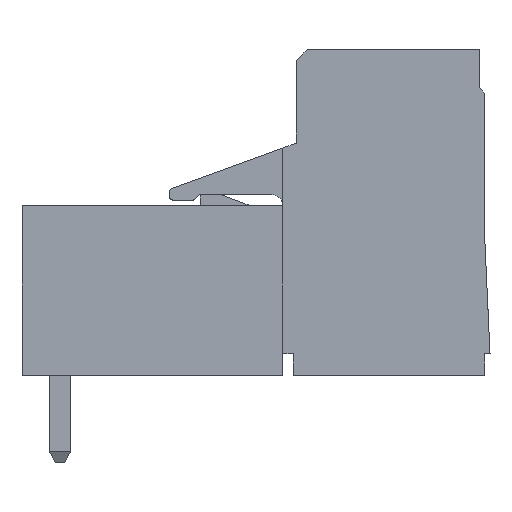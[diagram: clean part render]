
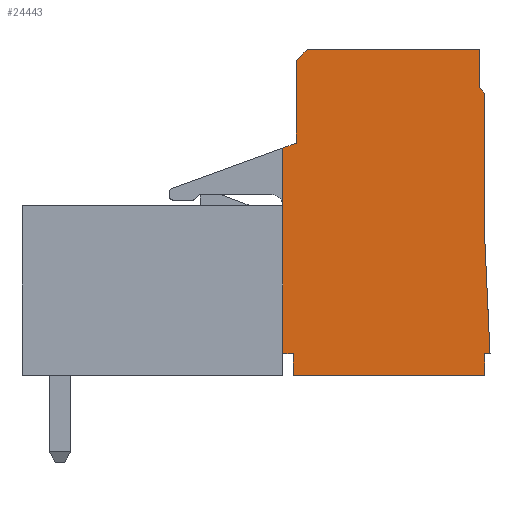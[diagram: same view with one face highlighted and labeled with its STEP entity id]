
A CAD part, left-side view. The second image highlights one B-rep face of the part: STEP entity #24443.
In plain terms, the highlighted planar face has unit normal (-1, 0, 0).
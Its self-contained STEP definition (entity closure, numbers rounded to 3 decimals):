
#116 = CARTESIAN_POINT ( 'NONE',  ( 0., 17.85, 6.5 ) ) ;
#200 = ORIENTED_EDGE ( 'NONE', *, *, #27637, .T. ) ;
#636 = CARTESIAN_POINT ( 'NONE',  ( 0., 9.55, 1.778 ) ) ;
#707 = ORIENTED_EDGE ( 'NONE', *, *, #26851, .F. ) ;
#823 = ORIENTED_EDGE ( 'NONE', *, *, #19046, .F. ) ;
#1182 = CARTESIAN_POINT ( 'NONE',  ( 0., 9.05, 0. ) ) ;
#1236 = CARTESIAN_POINT ( 'NONE',  ( 0., 9.55, 6.5 ) ) ;
#1314 = CARTESIAN_POINT ( 'NONE',  ( 0., 9.55, 10.47 ) ) ;
#1538 = LINE ( 'NONE', #23969, #27140 ) ;
#1732 = VECTOR ( 'NONE', #15182, 1000. ) ;
#2123 = CARTESIAN_POINT ( 'NONE',  ( 0., 18.1, 1.778 ) ) ;
#2300 = LINE ( 'NONE', #4484, #25204 ) ;
#2391 = CARTESIAN_POINT ( 'NONE',  ( 0., 18.1, 6.25 ) ) ;
#2485 = EDGE_CURVE ( 'NONE', #31944, #31674, #1538, .T. ) ;
#2569 = ORIENTED_EDGE ( 'NONE', *, *, #12017, .F. ) ;
#2869 = AXIS2_PLACEMENT_3D ( 'NONE', #16972, #16861, #14353 ) ;
#3454 = VERTEX_POINT ( 'NONE', #19004 ) ;
#3748 = ORIENTED_EDGE ( 'NONE', *, *, #16730, .F. ) ;
#3780 = VERTEX_POINT ( 'NONE', #7486 ) ;
#4158 = DIRECTION ( 'NONE',  ( 0., 0., 1. ) ) ;
#4278 = DIRECTION ( 'NONE',  ( 0., 0., 1. ) ) ;
#4335 = ORIENTED_EDGE ( 'NONE', *, *, #9061, .F. ) ;
#4375 = LINE ( 'NONE', #1182, #6706 ) ;
#4380 = EDGE_CURVE ( 'NONE', #7127, #15376, #5203, .T. ) ;
#4484 = CARTESIAN_POINT ( 'NONE',  ( 0., 18.1, 1.25 ) ) ;
#4896 = VECTOR ( 'NONE', #9027, 1000. ) ;
#4937 = ORIENTED_EDGE ( 'NONE', *, *, #2485, .F. ) ;
#4944 = CARTESIAN_POINT ( 'NONE',  ( 0., 0.5, 15. ) ) ;
#5191 = VECTOR ( 'NONE', #32077, 1000. ) ;
#5203 = LINE ( 'NONE', #5473, #1732 ) ;
#5228 = VECTOR ( 'NONE', #25219, 1000. ) ;
#5298 = ORIENTED_EDGE ( 'NONE', *, *, #29498, .F. ) ;
#5473 = CARTESIAN_POINT ( 'NONE',  ( 0., 0.25, 0. ) ) ;
#5477 = VECTOR ( 'NONE', #30532, 1000. ) ;
#5591 = DIRECTION ( 'NONE',  ( 0., 0., -1. ) ) ;
#5994 = DIRECTION ( 'NONE',  ( 0., 1., 0. ) ) ;
#6096 = CARTESIAN_POINT ( 'NONE',  ( 0., 8.916, 7.834 ) ) ;
#6327 = VECTOR ( 'NONE', #16613, 1000. ) ;
#6403 = CARTESIAN_POINT ( 'NONE',  ( 0., 8.416, 15. ) ) ;
#6706 = VECTOR ( 'NONE', #28271, 1000. ) ;
#6729 = VERTEX_POINT ( 'NONE', #8187 ) ;
#6755 = ORIENTED_EDGE ( 'NONE', *, *, #12715, .F. ) ;
#7127 = VERTEX_POINT ( 'NONE', #29956 ) ;
#7486 = CARTESIAN_POINT ( 'NONE',  ( 0., 0.25, 13. ) ) ;
#7800 = DIRECTION ( 'NONE',  ( 0., 1., 0. ) ) ;
#7977 = CARTESIAN_POINT ( 'NONE',  ( 0., 9.05, 1. ) ) ;
#8187 = CARTESIAN_POINT ( 'NONE',  ( 0., 0.25, 6.5 ) ) ;
#8355 = CARTESIAN_POINT ( 'NONE',  ( 0., 9.05, 0. ) ) ;
#9027 = DIRECTION ( 'NONE',  ( 0., 0., 1. ) ) ;
#9061 = EDGE_CURVE ( 'NONE', #26349, #20292, #19838, .T. ) ;
#9504 = ORIENTED_EDGE ( 'NONE', *, *, #13045, .F. ) ;
#9536 = LINE ( 'NONE', #21532, #14182 ) ;
#9721 = ORIENTED_EDGE ( 'NONE', *, *, #10361, .F. ) ;
#9828 = VECTOR ( 'NONE', #19079, 1000. ) ;
#9876 = EDGE_CURVE ( 'NONE', #27688, #28930, #20972, .T. ) ;
#9916 = VECTOR ( 'NONE', #22685, 1000. ) ;
#10210 = LINE ( 'NONE', #31464, #19534 ) ;
#10281 = LINE ( 'NONE', #636, #11057 ) ;
#10361 = EDGE_CURVE ( 'NONE', #15376, #19205, #4375, .T. ) ;
#10420 = CARTESIAN_POINT ( 'NONE',  ( 0., 0.25, 1. ) ) ;
#10909 = EDGE_CURVE ( 'NONE', #20292, #3780, #26823, .T. ) ;
#11057 = VECTOR ( 'NONE', #7800, 1000. ) ;
#11432 = ORIENTED_EDGE ( 'NONE', *, *, #4380, .F. ) ;
#11878 = VERTEX_POINT ( 'NONE', #19548 ) ;
#11981 = LINE ( 'NONE', #19643, #15443 ) ;
#12017 = EDGE_CURVE ( 'NONE', #3780, #6729, #11981, .T. ) ;
#12715 = EDGE_CURVE ( 'NONE', #11878, #3454, #30126, .T. ) ;
#12812 = CARTESIAN_POINT ( 'NONE',  ( 0., 8.416, 15. ) ) ;
#13045 = EDGE_CURVE ( 'NONE', #6729, #27688, #21189, .T. ) ;
#13053 = CARTESIAN_POINT ( 'NONE',  ( 0., 9.55, 1. ) ) ;
#14081 = EDGE_CURVE ( 'NONE', #3454, #25685, #26503, .T. ) ;
#14120 = LINE ( 'NONE', #12812, #5228 ) ;
#14182 = VECTOR ( 'NONE', #31471, 1000. ) ;
#14328 = VECTOR ( 'NONE', #23874, 1000. ) ;
#14353 = DIRECTION ( 'NONE',  ( 0., 0., -1. ) ) ;
#14699 = ORIENTED_EDGE ( 'NONE', *, *, #16302, .F. ) ;
#14928 = CARTESIAN_POINT ( 'NONE',  ( 0., 0.25, 6.5 ) ) ;
#15088 = ORIENTED_EDGE ( 'NONE', *, *, #24144, .F. ) ;
#15182 = DIRECTION ( 'NONE',  ( 0., 1., 0. ) ) ;
#15376 = VERTEX_POINT ( 'NONE', #8355 ) ;
#15443 = VECTOR ( 'NONE', #27232, 1000. ) ;
#15657 = FACE_OUTER_BOUND ( 'NONE', #26188, .T. ) ;
#15658 = LINE ( 'NONE', #31529, #9828 ) ;
#16190 = LINE ( 'NONE', #29772, #29749 ) ;
#16302 = EDGE_CURVE ( 'NONE', #28930, #7127, #15658, .T. ) ;
#16374 = CARTESIAN_POINT ( 'NONE',  ( 0., 0., 1. ) ) ;
#16613 = DIRECTION ( 'NONE',  ( 0., -0.707, 0.707 ) ) ;
#16697 = VERTEX_POINT ( 'NONE', #1236 ) ;
#16730 = EDGE_CURVE ( 'NONE', #19205, #31944, #29646, .T. ) ;
#16861 = DIRECTION ( 'NONE',  ( 1., 0., 0. ) ) ;
#16972 = CARTESIAN_POINT ( 'NONE',  ( 0., 0., 0. ) ) ;
#17981 = VERTEX_POINT ( 'NONE', #2123 ) ;
#18050 = CARTESIAN_POINT ( 'NONE',  ( 0., 0.5, 15. ) ) ;
#18688 = VECTOR ( 'NONE', #5591, 1000. ) ;
#19004 = CARTESIAN_POINT ( 'NONE',  ( 0., 8.916, 14.5 ) ) ;
#19046 = EDGE_CURVE ( 'NONE', #21339, #16697, #16190, .T. ) ;
#19079 = DIRECTION ( 'NONE',  ( 0., 0., -1. ) ) ;
#19205 = VERTEX_POINT ( 'NONE', #7977 ) ;
#19295 = CARTESIAN_POINT ( 'NONE',  ( 0., 9.55, 1.778 ) ) ;
#19534 = VECTOR ( 'NONE', #4158, 1000. ) ;
#19548 = CARTESIAN_POINT ( 'NONE',  ( 0., 8.916, 10.701 ) ) ;
#19643 = CARTESIAN_POINT ( 'NONE',  ( 0., 0.25, 13. ) ) ;
#19818 = DIRECTION ( 'NONE',  ( 0., -1., 0. ) ) ;
#19838 = LINE ( 'NONE', #18050, #18688 ) ;
#20292 = VERTEX_POINT ( 'NONE', #29881 ) ;
#20388 = ORIENTED_EDGE ( 'NONE', *, *, #14081, .F. ) ;
#20854 = CARTESIAN_POINT ( 'NONE',  ( 0., 18.1, 1. ) ) ;
#20972 = LINE ( 'NONE', #16374, #14328 ) ;
#21104 = LINE ( 'NONE', #2391, #5191 ) ;
#21189 = LINE ( 'NONE', #14928, #9916 ) ;
#21339 = VERTEX_POINT ( 'NONE', #116 ) ;
#21532 = CARTESIAN_POINT ( 'NONE',  ( 0., 14.638, 8.618 ) ) ;
#22685 = DIRECTION ( 'NONE',  ( 0., -0.045, -0.999 ) ) ;
#23874 = DIRECTION ( 'NONE',  ( 0., 1., 0. ) ) ;
#23969 = CARTESIAN_POINT ( 'NONE',  ( 0., 9.55, 1.778 ) ) ;
#24144 = EDGE_CURVE ( 'NONE', #31674, #17981, #10281, .T. ) ;
#24443 = ADVANCED_FACE ( 'NONE', ( #15657 ), #31722, .F. ) ;
#25204 = VECTOR ( 'NONE', #4278, 1000. ) ;
#25219 = DIRECTION ( 'NONE',  ( 0., -1., 0. ) ) ;
#25618 = VERTEX_POINT ( 'NONE', #1314 ) ;
#25685 = VERTEX_POINT ( 'NONE', #6403 ) ;
#25869 = CARTESIAN_POINT ( 'NONE',  ( 0., 0.5, 13.25 ) ) ;
#26188 = EDGE_LOOP ( 'NONE', ( #200, #31386, #823, #5298, #707, #15088, #4937, #3748, #9721, #11432, #14699, #28984, #9504, #2569, #29852, #4335, #28731, #20388, #6755 ) ) ;
#26349 = VERTEX_POINT ( 'NONE', #4944 ) ;
#26503 = LINE ( 'NONE', #28768, #6327 ) ;
#26823 = LINE ( 'NONE', #25869, #5477 ) ;
#26851 = EDGE_CURVE ( 'NONE', #17981, #31762, #2300, .T. ) ;
#27140 = VECTOR ( 'NONE', #29045, 1000. ) ;
#27232 = DIRECTION ( 'NONE',  ( 0., 0., -1. ) ) ;
#27637 = EDGE_CURVE ( 'NONE', #11878, #25618, #9536, .T. ) ;
#27688 = VERTEX_POINT ( 'NONE', #31577 ) ;
#28271 = DIRECTION ( 'NONE',  ( 0., 0., 1. ) ) ;
#28395 = EDGE_CURVE ( 'NONE', #25685, #26349, #14120, .T. ) ;
#28731 = ORIENTED_EDGE ( 'NONE', *, *, #28395, .F. ) ;
#28768 = CARTESIAN_POINT ( 'NONE',  ( 0., 8.916, 14.5 ) ) ;
#28848 = EDGE_CURVE ( 'NONE', #16697, #25618, #10210, .T. ) ;
#28879 = VECTOR ( 'NONE', #5994, 1000. ) ;
#28930 = VERTEX_POINT ( 'NONE', #10420 ) ;
#28984 = ORIENTED_EDGE ( 'NONE', *, *, #9876, .F. ) ;
#29045 = DIRECTION ( 'NONE',  ( 0., 0., 1. ) ) ;
#29357 = CARTESIAN_POINT ( 'NONE',  ( 0., 18.1, 6.25 ) ) ;
#29498 = EDGE_CURVE ( 'NONE', #31762, #21339, #21104, .T. ) ;
#29646 = LINE ( 'NONE', #20854, #28879 ) ;
#29749 = VECTOR ( 'NONE', #19818, 1000. ) ;
#29772 = CARTESIAN_POINT ( 'NONE',  ( 0., 17.85, 6.5 ) ) ;
#29852 = ORIENTED_EDGE ( 'NONE', *, *, #10909, .F. ) ;
#29881 = CARTESIAN_POINT ( 'NONE',  ( 0., 0.5, 13.25 ) ) ;
#29956 = CARTESIAN_POINT ( 'NONE',  ( 0., 0.25, 0. ) ) ;
#30126 = LINE ( 'NONE', #6096, #4896 ) ;
#30532 = DIRECTION ( 'NONE',  ( 0., -0.707, -0.707 ) ) ;
#31386 = ORIENTED_EDGE ( 'NONE', *, *, #28848, .F. ) ;
#31464 = CARTESIAN_POINT ( 'NONE',  ( 0., 9.55, 6.5 ) ) ;
#31471 = DIRECTION ( 'NONE',  ( 0., 0.94, -0.342 ) ) ;
#31529 = CARTESIAN_POINT ( 'NONE',  ( 0., 0.25, 1. ) ) ;
#31577 = CARTESIAN_POINT ( 'NONE',  ( 0., 0., 1. ) ) ;
#31674 = VERTEX_POINT ( 'NONE', #19295 ) ;
#31722 = PLANE ( 'NONE',  #2869 ) ;
#31762 = VERTEX_POINT ( 'NONE', #29357 ) ;
#31944 = VERTEX_POINT ( 'NONE', #13053 ) ;
#32077 = DIRECTION ( 'NONE',  ( 0., -0.707, 0.707 ) ) ;
